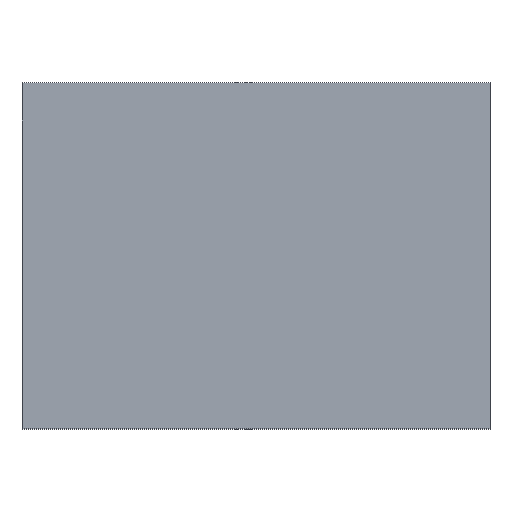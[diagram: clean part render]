
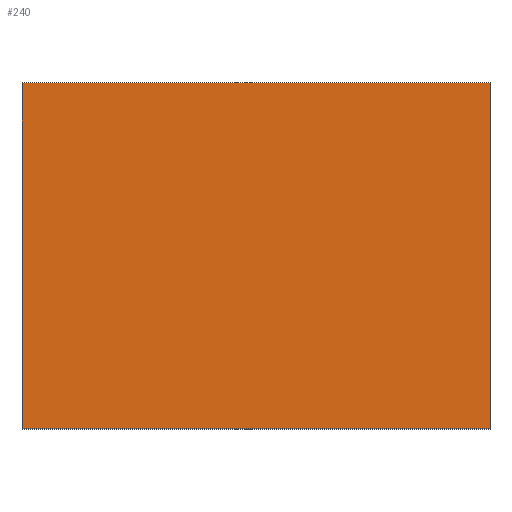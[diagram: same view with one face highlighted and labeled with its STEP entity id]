
A CAD part, top view. The second image highlights one B-rep face of the part: STEP entity #240.
In plain terms, the highlighted free-form (B-spline) face has degree [1, 1] with [2, 2] control points.
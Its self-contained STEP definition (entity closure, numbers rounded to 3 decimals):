
#201=CARTESIAN_POINT('',(-1.15,-0.85,1.4));
#202=CARTESIAN_POINT('',(1.15,-0.85,1.4));
#203=CARTESIAN_POINT('',(-1.15,0.85,1.4));
#204=CARTESIAN_POINT('',(1.15,0.85,1.4));
#205=B_SPLINE_SURFACE_WITH_KNOTS('',1,1,((#201,#203),(#202,#204)),.UNSPECIFIED.,.F.,.F.,.U.,(2,2),(2,2),(0.0,2.3),(0.0,1.7),.UNSPECIFIED.);
#206=CARTESIAN_POINT('',(1.15,0.85,1.4));
#207=VERTEX_POINT('',#206);
#208=CARTESIAN_POINT('',(1.15,-0.85,1.4));
#209=VERTEX_POINT('',#208);
#210=CARTESIAN_POINT('',(1.15,0.85,1.4));
#211=DIRECTION('',(0.0,-1.0,0.0));
#212=VECTOR('',#211,1.7);
#213=LINE('',#210,#212);
#214=EDGE_CURVE('',#207,#209,#213,.T.);
#215=ORIENTED_EDGE('',*,*,#214,.F.);
#216=CARTESIAN_POINT('',(-1.15,0.85,1.4));
#217=VERTEX_POINT('',#216);
#218=CARTESIAN_POINT('',(-1.15,0.85,1.4));
#219=DIRECTION('',(1.0,0.0,0.0));
#220=VECTOR('',#219,2.3);
#221=LINE('',#218,#220);
#222=EDGE_CURVE('',#217,#207,#221,.T.);
#223=ORIENTED_EDGE('',*,*,#222,.F.);
#224=CARTESIAN_POINT('',(-1.15,-0.85,1.4));
#225=VERTEX_POINT('',#224);
#226=CARTESIAN_POINT('',(-1.15,-0.85,1.4));
#227=DIRECTION('',(0.0,1.0,0.0));
#228=VECTOR('',#227,1.7);
#229=LINE('',#226,#228);
#230=EDGE_CURVE('',#225,#217,#229,.T.);
#231=ORIENTED_EDGE('',*,*,#230,.F.);
#232=CARTESIAN_POINT('',(1.15,-0.85,1.4));
#233=DIRECTION('',(-1.0,0.0,0.0));
#234=VECTOR('',#233,2.3);
#235=LINE('',#232,#234);
#236=EDGE_CURVE('',#209,#225,#235,.T.);
#237=ORIENTED_EDGE('',*,*,#236,.F.);
#238=EDGE_LOOP('',(#215,#223,#231,#237));
#239=FACE_OUTER_BOUND('',#238,.T.);
#240=ADVANCED_FACE('',(#239),#205,.T.);
